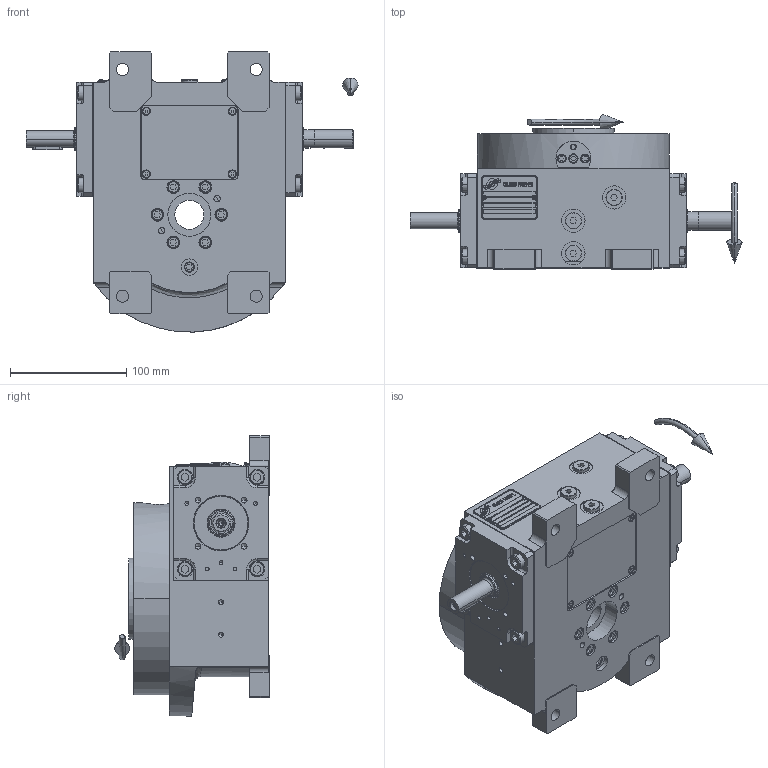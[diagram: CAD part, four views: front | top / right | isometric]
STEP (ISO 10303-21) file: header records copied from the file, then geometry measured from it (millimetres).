
FILE_DESCRIPTION (( 'STEP AP203' ), '1' );
FILE_NAME ('PC5200435.step', '2024-07-05T14:40:51', ( '' ), ( '' ), 'SwSTEP 2.0', 'SolidWorks 2020', '' );
FILE_SCHEMA (( 'CONFIG_CONTROL_DESIGN' ));
Length unit declared in the file: millimetre
Products named in the file (79): cfn2128_04_011; PC5200435; CFN2223_01-390X6-B.stp; cfn2104_01_016; cfn2000_01_147; cfn2000_01_129; cfn2070_05_001; RIG04_005_AF0.stp; AS_cfn2476_01_001_48x38; AS_rig04_002_bl; cfn2276_01_065; CFN2010_02_002.stp; cfn2000_01_151; cfn2077_01_018; RIG06_021_AF0.stp; rig04_071_6_m.stp; CFN2104_02_017.stp; cfn2003_01_063; rig04_007_master; 900_38_30_003; freccia_angolare_albero; cfn2155_01_055; cfn2128_05_006; cfn2107_01_001; cfn2115_02_213; CFN2000_01_185.stp; cfn2155_01_186; AS_rig04_004; rig04_004; cfn2476_01_001_48x38; CFN2203_02_001.stp; cfn2151_01_087; cfn2115_01_001; cfn2151_01_162; RIG04_005_ASM.stp; rig04_001_a_001; rig04_014_s_001; rig04_015; rig04_002_bl; cfn2205_01_012 ...
Assembly tree (69 placements, depth 5):
  PC5200435
    rig04_001_a_001
    AS_cfn2476_01_001_48x38
      cfn2476_01_001_48x38
      cfn2107_01_001
      cfn2107_01_001
    AS_rig04_071_6_m
      rig04_071_6_m.stp
        RIG04_005_ASM.stp
          RIG04_005_AF0.stp
          RIG06_021_AF0.stp
          CFN2000_01_185.stp
          CFN2000_01_185.stp
          CFN2104_02_017.stp
        CFN2155_01_007.stp
        CFN2010_02_002.stp
      rig04_003_6
      cfn2000_01_147
      cfn2000_01_147
      cfn2000_01_147
      cfn2000_01_147
      cfn2000_01_147
      cfn2000_01_147
      cfn2000_01_147
      cfn2000_01_147
      cfn2104_01_016  x2
    AS_rig04_014_s_001
      rig04_014_s_001
      cfn2000_01_151
      cfn2000_01_151
      cfn2000_01_151
      cfn2000_01_151
      cfn2000_01_151
      cfn2000_01_151
      cfn2155_01_186
    AS_rig04_004
      rig04_004
      cfn2155_01_055
      cfn2070_05_001
      cfn2000_01_129  x2
      cfn2000_01_129
      cfn2000_01_129
    AS_rig04_004
      rig04_004
      cfn2155_01_055
      cfn2070_05_001
      cfn2000_01_129  x2
      cfn2000_01_129
      cfn2000_01_129
    AS_rig04_002_bl
      rig04_002_bl
      cfn2115_01_001
    cfn2128_04_011
    cfn2128_04_011
    cfn2128_04_011
    cfn2128_05_006
    AS_rig04_015
      rig04_015
      cfn2003_01_063
      cfn2003_01_063
Bounding box: 285.5 x 133 x 240.94 mm (x, y, z)
Volume: 1298383.6 mm3; surface area: 416297.2 mm2
Topology: 72 solids, 72 shells, 2083 faces, 5051 edges, 3230 vertices
Faces by surface type: plane 1074, cylinder 645, cone 343, torus 14, sphere 6, bspline 1
Entity records: 69203 total; most frequent: CARTESIAN_POINT 13105, DIRECTION 10142, ORIENTED_EDGE 9654, EDGE_CURVE 4827, AXIS2_PLACEMENT_3D 3491, LINE 3160, VECTOR 3160, VERTEX_POINT 3138
